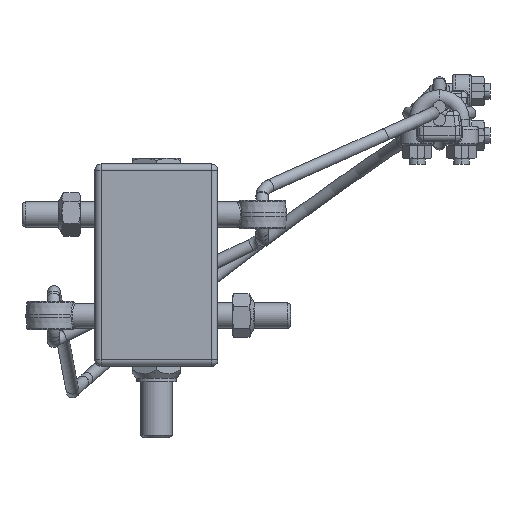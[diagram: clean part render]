
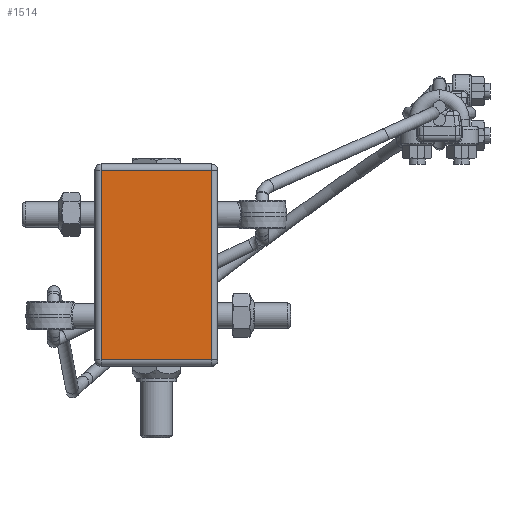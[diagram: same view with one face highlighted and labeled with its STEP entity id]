
A CAD part, front view. The second image highlights one B-rep face of the part: STEP entity #1514.
In plain terms, the highlighted planar face has unit normal (0, -1, 0).
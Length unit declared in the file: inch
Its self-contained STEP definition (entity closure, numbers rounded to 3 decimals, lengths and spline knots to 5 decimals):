
#942=CARTESIAN_POINT('',(1.09375,-2.0625,-1.875));
#943=VERTEX_POINT('',#942);
#1021=CARTESIAN_POINT('',(1.09375,-2.0625,1.875));
#1022=VERTEX_POINT('',#1021);
#1047=CARTESIAN_POINT('',(-1.09375,-2.0625,-1.875));
#1048=VERTEX_POINT('',#1047);
#1146=CARTESIAN_POINT('',(-1.09375,-2.0625,1.875));
#1147=VERTEX_POINT('',#1146);
#1273=CARTESIAN_POINT('',(-1.09375,-2.0625,-1.875));
#1274=DIRECTION('',(0.0,0.0,1.0));
#1275=VECTOR('',#1274,3.75);
#1276=LINE('',#1273,#1275);
#1277=EDGE_CURVE('',#1048,#1147,#1276,.T.);
#1302=CARTESIAN_POINT('',(-1.09375,-2.0625,1.875));
#1303=DIRECTION('',(1.0,0.0,0.0));
#1304=VECTOR('',#1303,2.1875);
#1305=LINE('',#1302,#1304);
#1306=EDGE_CURVE('',#1147,#1022,#1305,.T.);
#1397=CARTESIAN_POINT('',(1.09375,-2.0625,-1.875));
#1398=DIRECTION('',(-1.0,0.0,0.0));
#1399=VECTOR('',#1398,2.1875);
#1400=LINE('',#1397,#1399);
#1401=EDGE_CURVE('',#943,#1048,#1400,.T.);
#1419=CARTESIAN_POINT('',(1.09375,-2.0625,1.875));
#1420=DIRECTION('',(0.0,0.0,-1.0));
#1421=VECTOR('',#1420,3.75);
#1422=LINE('',#1419,#1421);
#1423=EDGE_CURVE('',#1022,#943,#1422,.T.);
#1503=CARTESIAN_POINT('',(-1.21875,-2.0625,-2.));
#1504=DIRECTION('',(0.0,-1.0,0.0));
#1505=DIRECTION('',(0.0,0.0,-1.0));
#1506=AXIS2_PLACEMENT_3D('',#1503,#1504,#1505);
#1507=PLANE('',#1506);
#1508=ORIENTED_EDGE('',*,*,#1277,.F.);
#1509=ORIENTED_EDGE('',*,*,#1401,.F.);
#1510=ORIENTED_EDGE('',*,*,#1423,.F.);
#1511=ORIENTED_EDGE('',*,*,#1306,.F.);
#1512=EDGE_LOOP('',(#1508,#1509,#1510,#1511));
#1513=FACE_OUTER_BOUND('',#1512,.T.);
#1514=ADVANCED_FACE('',(#1513),#1507,.T.);
